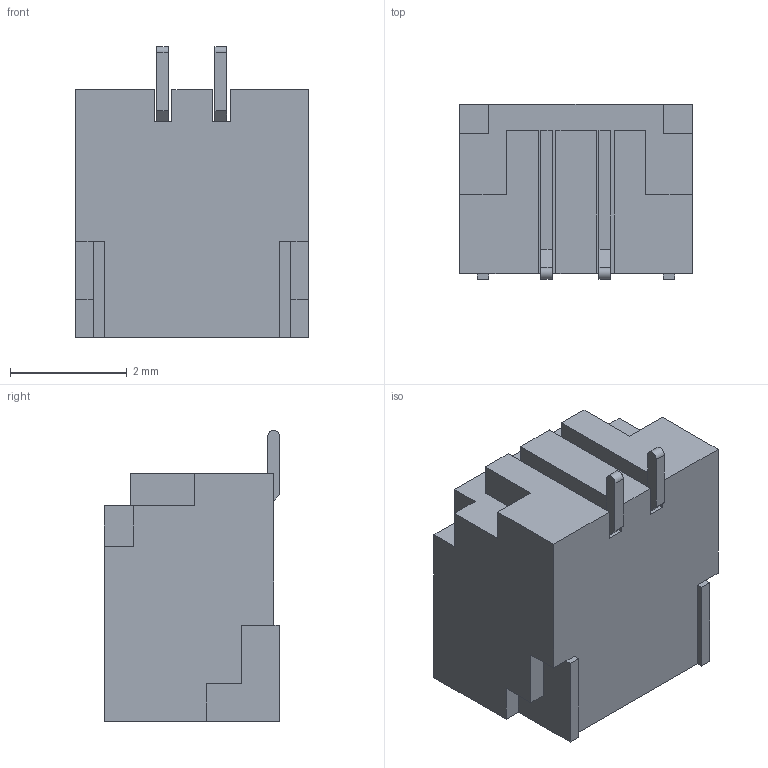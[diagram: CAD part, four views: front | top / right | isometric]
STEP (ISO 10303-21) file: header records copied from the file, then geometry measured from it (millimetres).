
FILE_DESCRIPTION (( 'STEP AP214' ), '1' );
FILE_NAME ('8C0A0F95-0FC8-4344-B230-FEE0BFBF090F.STEP', '2024-02-05T20:32:56', ( '' ), ( '' ), 'SwSTEP 2.0', 'SolidWorks 2022', '' );
FILE_SCHEMA (( 'AUTOMOTIVE_DESIGN' ));
Length unit declared in the file: inch
Products named in the file (1): 8C0A0F95-0FC8-4344-B230-FEE0BFBF090F
Bounding box: 3.99 x 3 x 4.99 mm (x, y, z)
Volume: 24 mm3; surface area: 135.5 mm2
Topology: 1 solids, 1 shells, 83 faces, 226 edges, 150 vertices
Faces by surface type: plane 81, cylinder 2
Entity records: 3076 total; most frequent: CARTESIAN_POINT 460, ORIENTED_EDGE 452, DIRECTION 398, EDGE_CURVE 226, VECTOR 222, LINE 222, VERTEX_POINT 150, AXIS2_PLACEMENT_3D 88
